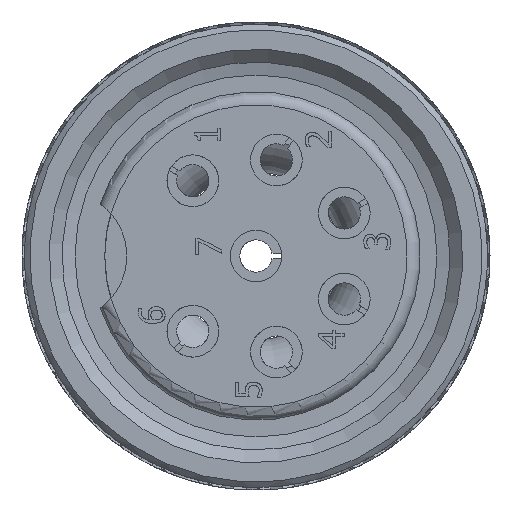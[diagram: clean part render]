
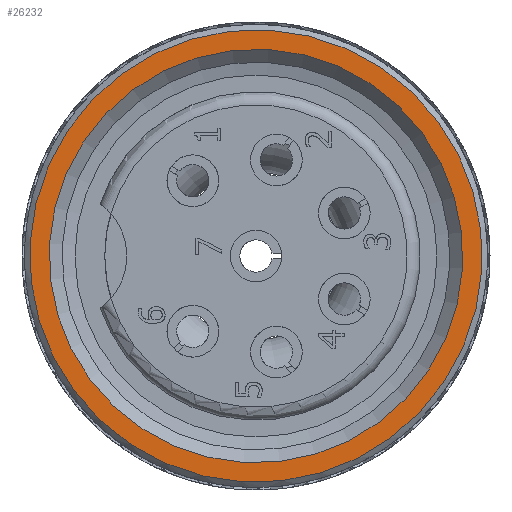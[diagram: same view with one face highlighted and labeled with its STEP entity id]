
A CAD part, left-side view. The second image highlights one B-rep face of the part: STEP entity #26232.
In plain terms, the highlighted planar face has unit normal (-1, 0, 0).
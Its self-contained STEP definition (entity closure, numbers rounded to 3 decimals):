
#2006=FACE_BOUND('',#5229,.T.);
#2397=PLANE('',#29450);
#3606=FACE_OUTER_BOUND('',#5228,.T.);
#5228=EDGE_LOOP('',(#19570));
#5229=EDGE_LOOP('',(#19571));
#9368=CIRCLE('',#28048,8.);
#9378=CIRCLE('',#28063,8.75);
#10751=VERTEX_POINT('',#40980);
#10776=VERTEX_POINT('',#41055);
#13285=EDGE_CURVE('',#10751,#10751,#9368,.T.);
#13330=EDGE_CURVE('',#10776,#10776,#9378,.T.);
#19570=ORIENTED_EDGE('',*,*,#13330,.T.);
#19571=ORIENTED_EDGE('',*,*,#13285,.T.);
#26232=ADVANCED_FACE('',(#3606,#2006),#2397,.F.);
#28048=AXIS2_PLACEMENT_3D('',#40982,#32431,#32432);
#28063=AXIS2_PLACEMENT_3D('',#41057,#32496,#32497);
#29450=AXIS2_PLACEMENT_3D('',#43997,#35995,#35996);
#32431=DIRECTION('center_axis',(1.,0.,0.));
#32432=DIRECTION('ref_axis',(0.,-0.993,0.114));
#32496=DIRECTION('center_axis',(-1.,0.,0.));
#32497=DIRECTION('ref_axis',(0.,-0.993,0.114));
#35995=DIRECTION('center_axis',(1.,0.,0.));
#35996=DIRECTION('ref_axis',(0.,-0.993,0.114));
#40980=CARTESIAN_POINT('',(5.011,-7.948,0.912));
#40982=CARTESIAN_POINT('Origin',(5.011,0.,0.));
#41055=CARTESIAN_POINT('',(5.011,8.693,-0.997));
#41057=CARTESIAN_POINT('Origin',(5.011,0.,0.));
#43997=CARTESIAN_POINT('Origin',(5.011,-1.032,-8.991));
